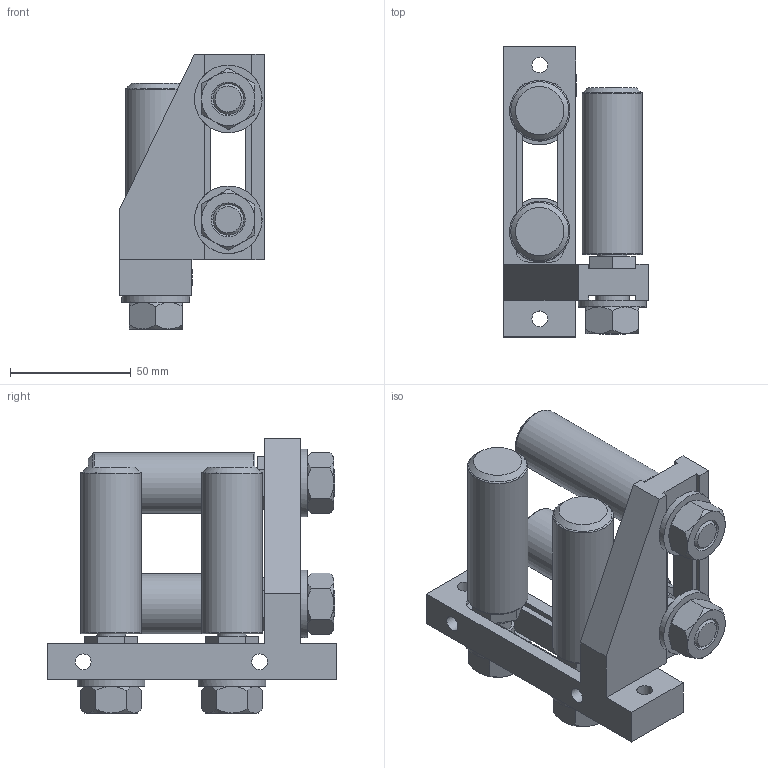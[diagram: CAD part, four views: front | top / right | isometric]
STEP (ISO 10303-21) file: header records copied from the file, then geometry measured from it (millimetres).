
FILE_DESCRIPTION (( 'STEP AP203' ), '1' );
FILE_NAME ('250430 STEP 3-400431-01_2247A.STEP', '2025-04-30T06:40:21', ( '' ), ( '' ), 'SwSTEP 2.0', 'SolidWorks 2024', '' );
FILE_SCHEMA (( 'CONFIG_CONTROL_DESIGN' ));
Length unit declared in the file: millimetre
Products named in the file (1): 250430 STEP 3-400431-01_2247A
Bounding box: 60 x 120 x 114 mm (x, y, z)
Volume: 254430.1 mm3; surface area: 62652.2 mm2
Topology: 1 solids, 1 shells, 236 faces, 563 edges, 352 vertices
Faces by surface type: plane 128, cone 60, cylinder 40, torus 8
Full cylindrical faces by diameter (mm): 6.5 x4, 11.6 x4, 12 x4, 14 x8, 15 x4, 25 x4, 28 x4
Entity records: 6832 total; most frequent: CARTESIAN_POINT 1712, DIRECTION 1029, ORIENTED_EDGE 962, EDGE_CURVE 481, AXIS2_PLACEMENT_3D 407, EDGE_LOOP 335, VERTEX_POINT 322, FACE_OUTER_BOUND 276
